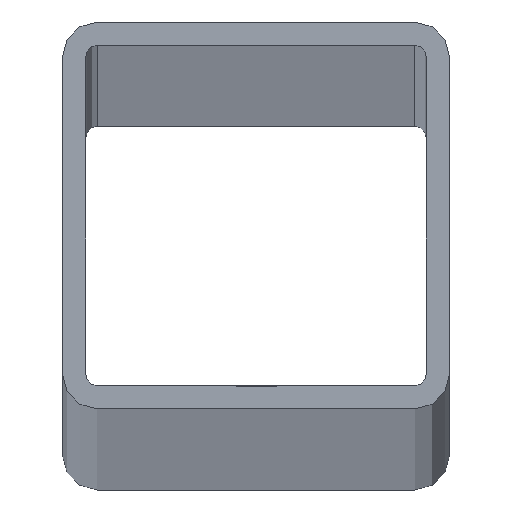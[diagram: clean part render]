
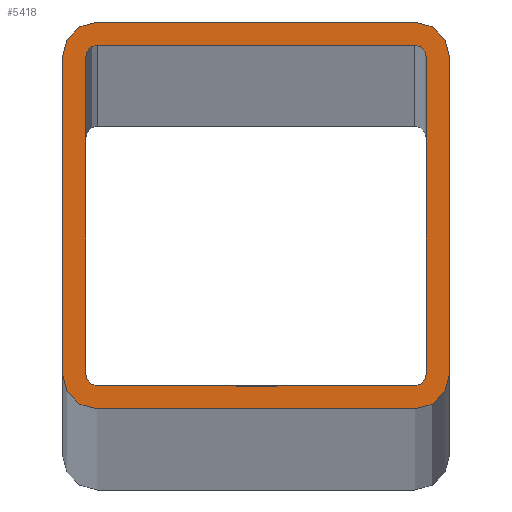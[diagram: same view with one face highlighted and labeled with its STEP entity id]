
A CAD part, top view. The second image highlights one B-rep face of the part: STEP entity #5418.
In plain terms, the highlighted planar face has unit normal (0, 0, 1).
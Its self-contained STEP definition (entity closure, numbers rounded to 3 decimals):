
#9 = CARTESIAN_POINT ( 'NONE',  ( 0., 22., 0. ) ) ;
#83 = VERTEX_POINT ( 'NONE', #2429 ) ;
#244 = CARTESIAN_POINT ( 'NONE',  ( -20.5, 20.5, 0. ) ) ;
#426 = VERTEX_POINT ( 'NONE', #12915 ) ;
#614 = LINE ( 'NONE', #4004, #9552 ) ;
#693 = CARTESIAN_POINT ( 'NONE',  ( 0., -22., 0. ) ) ;
#763 = LINE ( 'NONE', #693, #12138 ) ;
#870 = DIRECTION ( 'NONE',  ( -1., 0., 0. ) ) ;
#1056 = DIRECTION ( 'NONE',  ( 1., 0., 0. ) ) ;
#1234 = DIRECTION ( 'NONE',  ( 1., 0., 0. ) ) ;
#1237 = LINE ( 'NONE', #12289, #4442 ) ;
#1433 = CIRCLE ( 'NONE', #6292, 4.5 ) ;
#1446 = CIRCLE ( 'NONE', #12549, 4.5 ) ;
#1497 = EDGE_CURVE ( 'NONE', #4080, #9509, #6702, .T. ) ;
#1749 = CARTESIAN_POINT ( 'NONE',  ( -20.5, -22., 0. ) ) ;
#1817 = VERTEX_POINT ( 'NONE', #8288 ) ;
#2408 = CARTESIAN_POINT ( 'NONE',  ( -20.5, -20.5, 0. ) ) ;
#2429 = CARTESIAN_POINT ( 'NONE',  ( -20.5, 25., 0. ) ) ;
#2582 = DIRECTION ( 'NONE',  ( 0., 0., 1. ) ) ;
#2702 = AXIS2_PLACEMENT_3D ( 'NONE', #244, #6336, #1234 ) ;
#2929 = ORIENTED_EDGE ( 'NONE', *, *, #9482, .F. ) ;
#2977 = CARTESIAN_POINT ( 'NONE',  ( 25., 20.5, 0. ) ) ;
#3011 = DIRECTION ( 'NONE',  ( 0., 0., 1. ) ) ;
#3018 = VECTOR ( 'NONE', #9507, 1000. ) ;
#3167 = CIRCLE ( 'NONE', #10585, 1.5 ) ;
#3224 = EDGE_CURVE ( 'NONE', #6895, #6431, #763, .T. ) ;
#3506 = EDGE_CURVE ( 'NONE', #9509, #3731, #1237, .T. ) ;
#3575 = ORIENTED_EDGE ( 'NONE', *, *, #3224, .F. ) ;
#3602 = DIRECTION ( 'NONE',  ( 1., 0., 0. ) ) ;
#3622 = DIRECTION ( 'NONE',  ( 1., 0., 0. ) ) ;
#3650 = AXIS2_PLACEMENT_3D ( 'NONE', #10748, #2582, #3622 ) ;
#3695 = ORIENTED_EDGE ( 'NONE', *, *, #7527, .T. ) ;
#3731 = VERTEX_POINT ( 'NONE', #4479 ) ;
#3816 = LINE ( 'NONE', #9, #3018 ) ;
#3830 = ORIENTED_EDGE ( 'NONE', *, *, #8861, .T. ) ;
#3988 = DIRECTION ( 'NONE',  ( 0., -1., 0. ) ) ;
#3996 = PLANE ( 'NONE',  #12236 ) ;
#4004 = CARTESIAN_POINT ( 'NONE',  ( -25., -25., 0. ) ) ;
#4026 = EDGE_CURVE ( 'NONE', #7433, #10804, #7173, .T. ) ;
#4080 = VERTEX_POINT ( 'NONE', #9172 ) ;
#4095 = DIRECTION ( 'NONE',  ( 0., 1., 0. ) ) ;
#4142 = DIRECTION ( 'NONE',  ( 1., 0., 0. ) ) ;
#4402 = ORIENTED_EDGE ( 'NONE', *, *, #10005, .T. ) ;
#4437 = VECTOR ( 'NONE', #12888, 1000. ) ;
#4442 = VECTOR ( 'NONE', #3988, 1000. ) ;
#4479 = CARTESIAN_POINT ( 'NONE',  ( -22., -20.5, 0. ) ) ;
#4595 = CARTESIAN_POINT ( 'NONE',  ( -20.5, -25., 0. ) ) ;
#4723 = ORIENTED_EDGE ( 'NONE', *, *, #3506, .F. ) ;
#4934 = VECTOR ( 'NONE', #12009, 1000. ) ;
#4983 = DIRECTION ( 'NONE',  ( 1., 0., 0. ) ) ;
#5031 = DIRECTION ( 'NONE',  ( 1., 0., 0. ) ) ;
#5239 = ORIENTED_EDGE ( 'NONE', *, *, #10085, .F. ) ;
#5266 = VECTOR ( 'NONE', #4095, 1000. ) ;
#5287 = VERTEX_POINT ( 'NONE', #11237 ) ;
#5302 = DIRECTION ( 'NONE',  ( 0., 0., 1. ) ) ;
#5418 = ADVANCED_FACE ( 'NONE', ( #6612, #5468 ), #3996, .T. ) ;
#5468 = FACE_OUTER_BOUND ( 'NONE', #6755, .T. ) ;
#5473 = ORIENTED_EDGE ( 'NONE', *, *, #6153, .T. ) ;
#5799 = CARTESIAN_POINT ( 'NONE',  ( 20.5, 25., 0. ) ) ;
#6153 = EDGE_CURVE ( 'NONE', #83, #7433, #8027, .T. ) ;
#6292 = AXIS2_PLACEMENT_3D ( 'NONE', #10780, #11822, #12833 ) ;
#6328 = DIRECTION ( 'NONE',  ( 0., 0., 1. ) ) ;
#6329 = CIRCLE ( 'NONE', #3650, 1.5 ) ;
#6336 = DIRECTION ( 'NONE',  ( 0., 0., 1. ) ) ;
#6382 = VERTEX_POINT ( 'NONE', #8493 ) ;
#6431 = VERTEX_POINT ( 'NONE', #9958 ) ;
#6538 = CARTESIAN_POINT ( 'NONE',  ( 20.5, -25., 0. ) ) ;
#6612 = FACE_BOUND ( 'NONE', #6959, .T. ) ;
#6702 = CIRCLE ( 'NONE', #2702, 1.5 ) ;
#6755 = EDGE_LOOP ( 'NONE', ( #12060, #5473, #10680, #8595, #9436, #3695, #4402, #3830 ) ) ;
#6811 = AXIS2_PLACEMENT_3D ( 'NONE', #7131, #3011, #4983 ) ;
#6895 = VERTEX_POINT ( 'NONE', #1749 ) ;
#6959 = EDGE_LOOP ( 'NONE', ( #9693, #11000, #5239, #2929, #3575, #13140, #4723, #9610 ) ) ;
#7131 = CARTESIAN_POINT ( 'NONE',  ( 20.5, -20.5, 0. ) ) ;
#7138 = CARTESIAN_POINT ( 'NONE',  ( 0., 0., 0. ) ) ;
#7149 = CARTESIAN_POINT ( 'NONE',  ( 22., 0., 0. ) ) ;
#7173 = LINE ( 'NONE', #8399, #4437 ) ;
#7267 = VERTEX_POINT ( 'NONE', #2977 ) ;
#7396 = CARTESIAN_POINT ( 'NONE',  ( 20.5, -20.5, 0. ) ) ;
#7433 = VERTEX_POINT ( 'NONE', #9274 ) ;
#7527 = EDGE_CURVE ( 'NONE', #11784, #6382, #1446, .T. ) ;
#7674 = CARTESIAN_POINT ( 'NONE',  ( -20.5, -20.5, 0. ) ) ;
#8027 = CIRCLE ( 'NONE', #8105, 4.5 ) ;
#8105 = AXIS2_PLACEMENT_3D ( 'NONE', #10265, #6328, #1056 ) ;
#8135 = EDGE_CURVE ( 'NONE', #11569, #83, #11383, .T. ) ;
#8247 = CARTESIAN_POINT ( 'NONE',  ( -22., 20.5, 0. ) ) ;
#8288 = CARTESIAN_POINT ( 'NONE',  ( 20.5, 22., 0. ) ) ;
#8295 = LINE ( 'NONE', #10968, #4934 ) ;
#8399 = CARTESIAN_POINT ( 'NONE',  ( -25., 25., 0. ) ) ;
#8421 = DIRECTION ( 'NONE',  ( 1., 0., 0. ) ) ;
#8493 = CARTESIAN_POINT ( 'NONE',  ( 25., -20.5, 0. ) ) ;
#8595 = ORIENTED_EDGE ( 'NONE', *, *, #10267, .T. ) ;
#8692 = DIRECTION ( 'NONE',  ( 0., 0., 1. ) ) ;
#8795 = VECTOR ( 'NONE', #870, 1000. ) ;
#8861 = EDGE_CURVE ( 'NONE', #7267, #11569, #1433, .T. ) ;
#9172 = CARTESIAN_POINT ( 'NONE',  ( -20.5, 22., 0. ) ) ;
#9274 = CARTESIAN_POINT ( 'NONE',  ( -25., 20.5, 0. ) ) ;
#9436 = ORIENTED_EDGE ( 'NONE', *, *, #10505, .T. ) ;
#9482 = EDGE_CURVE ( 'NONE', #6431, #426, #11529, .T. ) ;
#9507 = DIRECTION ( 'NONE',  ( -1., 0., 0. ) ) ;
#9509 = VERTEX_POINT ( 'NONE', #8247 ) ;
#9552 = VECTOR ( 'NONE', #4142, 1000. ) ;
#9595 = EDGE_CURVE ( 'NONE', #1817, #4080, #3816, .T. ) ;
#9610 = ORIENTED_EDGE ( 'NONE', *, *, #1497, .F. ) ;
#9693 = ORIENTED_EDGE ( 'NONE', *, *, #9595, .F. ) ;
#9958 = CARTESIAN_POINT ( 'NONE',  ( 20.5, -22., 0. ) ) ;
#10005 = EDGE_CURVE ( 'NONE', #6382, #7267, #8295, .T. ) ;
#10041 = CARTESIAN_POINT ( 'NONE',  ( -25., -20.5, 0. ) ) ;
#10085 = EDGE_CURVE ( 'NONE', #426, #5287, #12786, .T. ) ;
#10265 = CARTESIAN_POINT ( 'NONE',  ( -20.5, 20.5, 0. ) ) ;
#10267 = EDGE_CURVE ( 'NONE', #10804, #11717, #13262, .T. ) ;
#10398 = AXIS2_PLACEMENT_3D ( 'NONE', #7674, #8692, #3602 ) ;
#10505 = EDGE_CURVE ( 'NONE', #11717, #11784, #614, .T. ) ;
#10585 = AXIS2_PLACEMENT_3D ( 'NONE', #2408, #10610, #12711 ) ;
#10610 = DIRECTION ( 'NONE',  ( 0., 0., 1. ) ) ;
#10680 = ORIENTED_EDGE ( 'NONE', *, *, #4026, .T. ) ;
#10748 = CARTESIAN_POINT ( 'NONE',  ( 20.5, 20.5, 0. ) ) ;
#10780 = CARTESIAN_POINT ( 'NONE',  ( 20.5, 20.5, 0. ) ) ;
#10804 = VERTEX_POINT ( 'NONE', #10041 ) ;
#10968 = CARTESIAN_POINT ( 'NONE',  ( 25., 25., 0. ) ) ;
#11000 = ORIENTED_EDGE ( 'NONE', *, *, #13126, .F. ) ;
#11147 = EDGE_CURVE ( 'NONE', #3731, #6895, #3167, .T. ) ;
#11179 = DIRECTION ( 'NONE',  ( 0., 0., 1. ) ) ;
#11237 = CARTESIAN_POINT ( 'NONE',  ( 22., 20.5, 0. ) ) ;
#11383 = LINE ( 'NONE', #12337, #8795 ) ;
#11529 = CIRCLE ( 'NONE', #6811, 1.5 ) ;
#11569 = VERTEX_POINT ( 'NONE', #5799 ) ;
#11717 = VERTEX_POINT ( 'NONE', #4595 ) ;
#11784 = VERTEX_POINT ( 'NONE', #6538 ) ;
#11813 = DIRECTION ( 'NONE',  ( 1., 0., 0. ) ) ;
#11822 = DIRECTION ( 'NONE',  ( 0., 0., 1. ) ) ;
#12009 = DIRECTION ( 'NONE',  ( 0., 1., 0. ) ) ;
#12060 = ORIENTED_EDGE ( 'NONE', *, *, #8135, .T. ) ;
#12138 = VECTOR ( 'NONE', #11813, 1000. ) ;
#12236 = AXIS2_PLACEMENT_3D ( 'NONE', #7138, #11179, #5031 ) ;
#12289 = CARTESIAN_POINT ( 'NONE',  ( -22., 0., 0. ) ) ;
#12337 = CARTESIAN_POINT ( 'NONE',  ( -25., 25., 0. ) ) ;
#12549 = AXIS2_PLACEMENT_3D ( 'NONE', #7396, #5302, #8421 ) ;
#12711 = DIRECTION ( 'NONE',  ( 1., 0., 0. ) ) ;
#12786 = LINE ( 'NONE', #7149, #5266 ) ;
#12833 = DIRECTION ( 'NONE',  ( 1., 0., 0. ) ) ;
#12888 = DIRECTION ( 'NONE',  ( 0., -1., 0. ) ) ;
#12915 = CARTESIAN_POINT ( 'NONE',  ( 22., -20.5, 0. ) ) ;
#13126 = EDGE_CURVE ( 'NONE', #5287, #1817, #6329, .T. ) ;
#13140 = ORIENTED_EDGE ( 'NONE', *, *, #11147, .F. ) ;
#13262 = CIRCLE ( 'NONE', #10398, 4.5 ) ;
